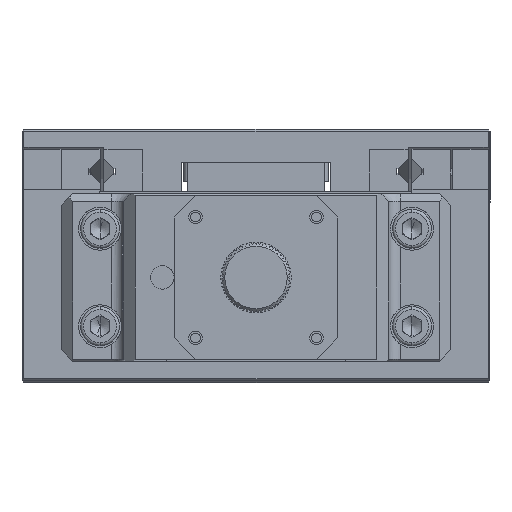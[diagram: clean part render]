
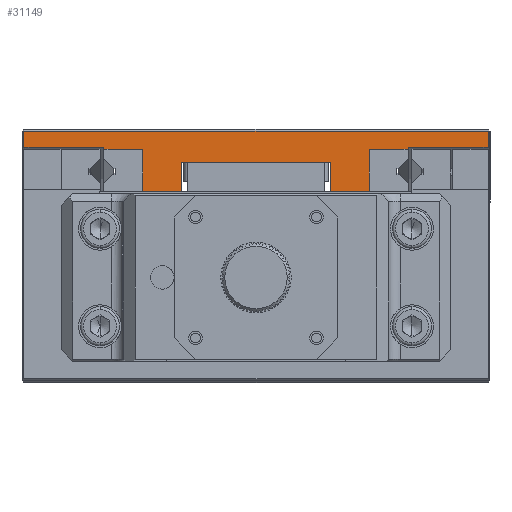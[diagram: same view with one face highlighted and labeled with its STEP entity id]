
A CAD part, left-side view. The second image highlights one B-rep face of the part: STEP entity #31149.
In plain terms, the highlighted planar face has unit normal (-1, 0, 0).
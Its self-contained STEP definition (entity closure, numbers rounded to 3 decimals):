
#65 = ORIENTED_EDGE ( 'NONE', *, *, #36652, .T. ) ;
#977 = VERTEX_POINT ( 'NONE', #23478 ) ;
#1222 = ORIENTED_EDGE ( 'NONE', *, *, #6658, .T. ) ;
#1395 = PLANE ( 'NONE',  #6613 ) ;
#1670 = CARTESIAN_POINT ( 'NONE',  ( -59.781, -63.761, 61.029 ) ) ;
#1678 = CARTESIAN_POINT ( 'NONE',  ( -59.781, 35.239, 69.536 ) ) ;
#1746 = ORIENTED_EDGE ( 'NONE', *, *, #12194, .T. ) ;
#1920 = DIRECTION ( 'NONE',  ( 0., 0., -1. ) ) ;
#2525 = CARTESIAN_POINT ( 'NONE',  ( -59.781, 55.739, 69.036 ) ) ;
#2649 = DIRECTION ( 'NONE',  ( 0., 0., 1. ) ) ;
#3025 = CARTESIAN_POINT ( 'NONE',  ( -59.781, -42.761, 69.536 ) ) ;
#3127 = LINE ( 'NONE', #1670, #35775 ) ;
#4228 = CARTESIAN_POINT ( 'NONE',  ( -59.781, -63.761, 64.351 ) ) ;
#4289 = VERTEX_POINT ( 'NONE', #38250 ) ;
#4351 = LINE ( 'NONE', #40074, #24690 ) ;
#4839 = DIRECTION ( 'NONE',  ( 1., 0., 0. ) ) ;
#5612 = VERTEX_POINT ( 'NONE', #25293 ) ;
#6613 = AXIS2_PLACEMENT_3D ( 'NONE', #20887, #4839, #33198 ) ;
#6658 = EDGE_CURVE ( 'NONE', #7883, #5612, #36777, .T. ) ;
#6716 = VERTEX_POINT ( 'NONE', #39624 ) ;
#6768 = ORIENTED_EDGE ( 'NONE', *, *, #23986, .T. ) ;
#6864 = VECTOR ( 'NONE', #13735, 1000. ) ;
#6990 = EDGE_CURVE ( 'NONE', #18768, #15151, #3127, .T. ) ;
#7235 = EDGE_CURVE ( 'NONE', #24679, #6716, #33304, .T. ) ;
#7883 = VERTEX_POINT ( 'NONE', #23149 ) ;
#7970 = LINE ( 'NONE', #1678, #18872 ) ;
#8078 = CARTESIAN_POINT ( 'NONE',  ( -59.781, -22.761, 69.536 ) ) ;
#8195 = VECTOR ( 'NONE', #21985, 1000. ) ;
#8655 = VERTEX_POINT ( 'NONE', #40624 ) ;
#8946 = EDGE_CURVE ( 'NONE', #8655, #977, #36098, .T. ) ;
#9244 = LINE ( 'NONE', #29598, #28111 ) ;
#9777 = LINE ( 'NONE', #37199, #34574 ) ;
#10324 = EDGE_CURVE ( 'NONE', #4289, #15764, #18210, .T. ) ;
#12194 = EDGE_CURVE ( 'NONE', #32841, #24679, #17523, .T. ) ;
#12384 = CARTESIAN_POINT ( 'NONE',  ( -59.781, -32.761, 69.536 ) ) ;
#12401 = LINE ( 'NONE', #3025, #17386 ) ;
#13735 = DIRECTION ( 'NONE',  ( 0., 1., 0. ) ) ;
#14223 = LINE ( 'NONE', #21895, #29108 ) ;
#14238 = CARTESIAN_POINT ( 'NONE',  ( -59.781, -42.761, 64.351 ) ) ;
#14552 = DIRECTION ( 'NONE',  ( 0., -1., 0. ) ) ;
#14989 = ORIENTED_EDGE ( 'NONE', *, *, #7235, .T. ) ;
#15151 = VERTEX_POINT ( 'NONE', #39766 ) ;
#15595 = CARTESIAN_POINT ( 'NONE',  ( -59.781, 15.239, 53.334 ) ) ;
#15764 = VERTEX_POINT ( 'NONE', #14238 ) ;
#15889 = VECTOR ( 'NONE', #21974, 1000. ) ;
#15932 = VECTOR ( 'NONE', #26091, 1000. ) ;
#16269 = EDGE_CURVE ( 'NONE', #23289, #40864, #9244, .T. ) ;
#16666 = VECTOR ( 'NONE', #17629, 1000. ) ;
#17068 = EDGE_CURVE ( 'NONE', #35036, #19900, #14223, .T. ) ;
#17236 = DIRECTION ( 'NONE',  ( 0., 1., 0. ) ) ;
#17386 = VECTOR ( 'NONE', #29057, 1000. ) ;
#17445 = EDGE_LOOP ( 'NONE', ( #37209, #36298, #1746, #14989, #39955, #65, #1222, #34175, #38152, #20526, #32564, #6768, #38481, #34869, #28897, #36387 ) ) ;
#17523 = LINE ( 'NONE', #34755, #21513 ) ;
#17553 = DIRECTION ( 'NONE',  ( 0., 0., -1. ) ) ;
#17629 = DIRECTION ( 'NONE',  ( 0., 0., 1. ) ) ;
#18005 = EDGE_CURVE ( 'NONE', #8655, #4289, #33482, .T. ) ;
#18210 = LINE ( 'NONE', #40523, #32596 ) ;
#18768 = VERTEX_POINT ( 'NONE', #20783 ) ;
#18853 = VERTEX_POINT ( 'NONE', #40122 ) ;
#18872 = VECTOR ( 'NONE', #17553, 1000. ) ;
#19451 = EDGE_CURVE ( 'NONE', #5612, #40864, #4351, .T. ) ;
#19900 = VERTEX_POINT ( 'NONE', #26911 ) ;
#19949 = EDGE_CURVE ( 'NONE', #6716, #18853, #32000, .T. ) ;
#20035 = FACE_OUTER_BOUND ( 'NONE', #17445, .T. ) ;
#20526 = ORIENTED_EDGE ( 'NONE', *, *, #29160, .T. ) ;
#20783 = CARTESIAN_POINT ( 'NONE',  ( -59.781, 15.239, 61.029 ) ) ;
#20887 = CARTESIAN_POINT ( 'NONE',  ( -59.781, -63.761, 69.536 ) ) ;
#21513 = VECTOR ( 'NONE', #34484, 1000. ) ;
#21670 = LINE ( 'NONE', #23893, #16666 ) ;
#21895 = CARTESIAN_POINT ( 'NONE',  ( -59.781, -63.761, 64.906 ) ) ;
#21974 = DIRECTION ( 'NONE',  ( 0., 0., -1. ) ) ;
#21985 = DIRECTION ( 'NONE',  ( 0., 0., 1. ) ) ;
#22365 = LINE ( 'NONE', #8078, #37179 ) ;
#23149 = CARTESIAN_POINT ( 'NONE',  ( -59.781, 35.239, 64.351 ) ) ;
#23289 = VERTEX_POINT ( 'NONE', #15595 ) ;
#23478 = CARTESIAN_POINT ( 'NONE',  ( -59.781, -22.761, 53.334 ) ) ;
#23814 = CARTESIAN_POINT ( 'NONE',  ( -59.781, -63.261, 69.036 ) ) ;
#23893 = CARTESIAN_POINT ( 'NONE',  ( -59.781, 15.239, 69.536 ) ) ;
#23986 = EDGE_CURVE ( 'NONE', #15151, #977, #22365, .T. ) ;
#24325 = CARTESIAN_POINT ( 'NONE',  ( -59.781, -42.761, 64.906 ) ) ;
#24679 = VERTEX_POINT ( 'NONE', #2525 ) ;
#24690 = VECTOR ( 'NONE', #1920, 1000. ) ;
#24966 = DIRECTION ( 'NONE',  ( 0., -1., 0. ) ) ;
#25293 = CARTESIAN_POINT ( 'NONE',  ( -59.781, 25.239, 64.351 ) ) ;
#25530 = EDGE_CURVE ( 'NONE', #19900, #32841, #9777, .T. ) ;
#26091 = DIRECTION ( 'NONE',  ( 0., -1., 0. ) ) ;
#26911 = CARTESIAN_POINT ( 'NONE',  ( -59.781, -63.261, 64.906 ) ) ;
#27393 = DIRECTION ( 'NONE',  ( 0., -1., 0. ) ) ;
#28111 = VECTOR ( 'NONE', #17236, 1000. ) ;
#28762 = DIRECTION ( 'NONE',  ( 0., -1., 0. ) ) ;
#28897 = ORIENTED_EDGE ( 'NONE', *, *, #10324, .T. ) ;
#29057 = DIRECTION ( 'NONE',  ( 0., 0., 1. ) ) ;
#29108 = VECTOR ( 'NONE', #24966, 1000. ) ;
#29160 = EDGE_CURVE ( 'NONE', #23289, #18768, #21670, .T. ) ;
#29598 = CARTESIAN_POINT ( 'NONE',  ( -59.781, -63.761, 53.334 ) ) ;
#30748 = CARTESIAN_POINT ( 'NONE',  ( -59.781, -63.761, 64.906 ) ) ;
#31149 = ADVANCED_FACE ( 'NONE', ( #20035 ), #1395, .F. ) ;
#31914 = CARTESIAN_POINT ( 'NONE',  ( -59.781, 55.739, 69.536 ) ) ;
#32000 = LINE ( 'NONE', #30748, #38437 ) ;
#32564 = ORIENTED_EDGE ( 'NONE', *, *, #6990, .T. ) ;
#32596 = VECTOR ( 'NONE', #28762, 1000. ) ;
#32841 = VERTEX_POINT ( 'NONE', #23814 ) ;
#33198 = DIRECTION ( 'NONE',  ( 0., 0., 1. ) ) ;
#33304 = LINE ( 'NONE', #31914, #15889 ) ;
#33482 = LINE ( 'NONE', #12384, #8195 ) ;
#34175 = ORIENTED_EDGE ( 'NONE', *, *, #19451, .T. ) ;
#34484 = DIRECTION ( 'NONE',  ( 0., 1., 0. ) ) ;
#34574 = VECTOR ( 'NONE', #2649, 1000. ) ;
#34755 = CARTESIAN_POINT ( 'NONE',  ( -59.781, -63.761, 69.036 ) ) ;
#34869 = ORIENTED_EDGE ( 'NONE', *, *, #18005, .T. ) ;
#35036 = VERTEX_POINT ( 'NONE', #24325 ) ;
#35775 = VECTOR ( 'NONE', #27393, 1000. ) ;
#36098 = LINE ( 'NONE', #39517, #6864 ) ;
#36204 = CARTESIAN_POINT ( 'NONE',  ( -59.781, 25.239, 53.334 ) ) ;
#36298 = ORIENTED_EDGE ( 'NONE', *, *, #25530, .T. ) ;
#36387 = ORIENTED_EDGE ( 'NONE', *, *, #36906, .T. ) ;
#36652 = EDGE_CURVE ( 'NONE', #18853, #7883, #7970, .T. ) ;
#36777 = LINE ( 'NONE', #4228, #15932 ) ;
#36906 = EDGE_CURVE ( 'NONE', #15764, #35036, #12401, .T. ) ;
#37179 = VECTOR ( 'NONE', #39528, 1000. ) ;
#37199 = CARTESIAN_POINT ( 'NONE',  ( -59.781, -63.261, 69.536 ) ) ;
#37209 = ORIENTED_EDGE ( 'NONE', *, *, #17068, .T. ) ;
#38152 = ORIENTED_EDGE ( 'NONE', *, *, #16269, .F. ) ;
#38250 = CARTESIAN_POINT ( 'NONE',  ( -59.781, -32.761, 64.351 ) ) ;
#38437 = VECTOR ( 'NONE', #14552, 1000. ) ;
#38481 = ORIENTED_EDGE ( 'NONE', *, *, #8946, .F. ) ;
#39517 = CARTESIAN_POINT ( 'NONE',  ( -59.781, -63.761, 53.334 ) ) ;
#39528 = DIRECTION ( 'NONE',  ( 0., 0., -1. ) ) ;
#39624 = CARTESIAN_POINT ( 'NONE',  ( -59.781, 55.739, 64.906 ) ) ;
#39766 = CARTESIAN_POINT ( 'NONE',  ( -59.781, -22.761, 61.029 ) ) ;
#39955 = ORIENTED_EDGE ( 'NONE', *, *, #19949, .T. ) ;
#40074 = CARTESIAN_POINT ( 'NONE',  ( -59.781, 25.239, 69.536 ) ) ;
#40122 = CARTESIAN_POINT ( 'NONE',  ( -59.781, 35.239, 64.906 ) ) ;
#40523 = CARTESIAN_POINT ( 'NONE',  ( -59.781, -63.761, 64.351 ) ) ;
#40624 = CARTESIAN_POINT ( 'NONE',  ( -59.781, -32.761, 53.334 ) ) ;
#40864 = VERTEX_POINT ( 'NONE', #36204 ) ;
